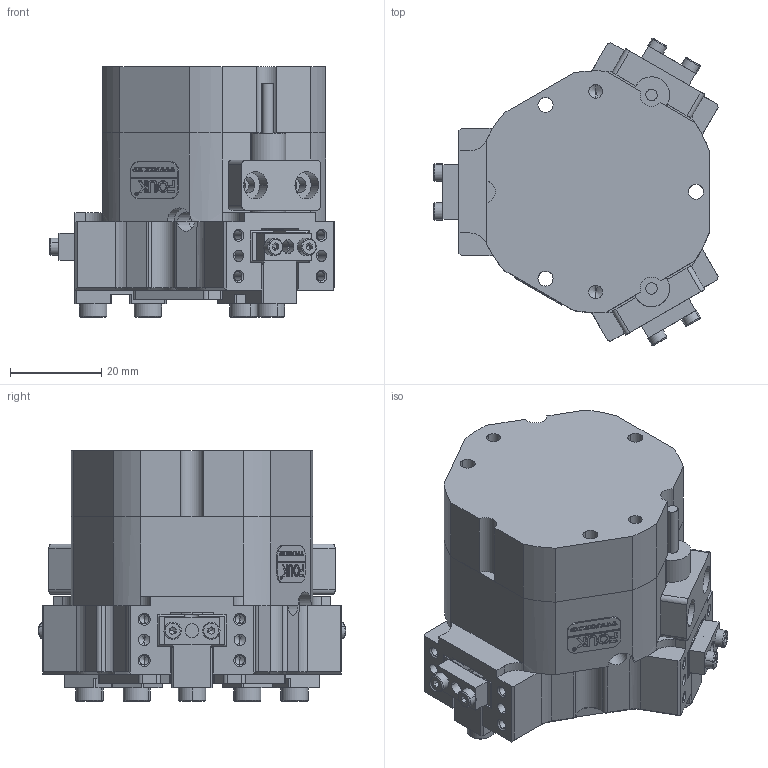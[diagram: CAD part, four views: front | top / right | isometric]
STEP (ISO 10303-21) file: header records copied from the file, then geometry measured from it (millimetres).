
FILE_DESCRIPTION (( 'STEP AP203' ), '1' );
FILE_NAME ('TZ33-60-NC.STEP', '2024-12-19T07:45:19', ( 'USER-' ), ( 'Microsoft' ), 'SwSTEP 2.0', 'SolidWorks 2018', '' );
FILE_SCHEMA (( 'CONFIG_CONTROL_DESIGN' ));
Length unit declared in the file: millimetre
Products named in the file (12): 埴翐芛_GB_FASTENER_SCREWS_HSHCS M2X8-N; TZ33-60.sldasm-Part-8; TZ33-60.sldasm-Part-20; TZ33B-T-01 ァ蛈褲釱; TZ33-60-NC; TZ33BS-1-03 菁窒晊扥裔-1; 羲壽揤极13; 揤輸蚾饜极; 8-18換覜ん; 6x4-5种杶; 揤輸杅耀.sldasm-Part-9; 12x8-R2
Assembly tree (23 placements, depth 3):
  TZ33-60-NC
    TZ33B-T-01 ァ蛈褲釱
    TZ33-60.sldasm-Part-20  x3
    TZ33-60.sldasm-Part-8
    6x4-5种杶  x6
    TZ33BS-1-03 菁窒晊扥裔-1
    羲壽揤极13  x2
    8-18換覜ん  x2
    揤輸蚾饜极  x3
      揤輸杅耀.sldasm-Part-9
      埴翐芛_GB_FASTENER_SCREWS_HSHCS M2X8-N
    12x8-R2
Bounding box: 62.37 x 67.45 x 55 mm (x, y, z)
Volume: 106198.9 mm3; surface area: 38723.4 mm2
Topology: 26 solids, 38 shells, 1467 faces, 3731 edges, 2340 vertices
Faces by surface type: plane 683, cylinder 392, cone 225, bspline 155, torus 12
Entity records: 39309 total; most frequent: CARTESIAN_POINT 12042, ORIENTED_EDGE 5476, DIRECTION 5009, EDGE_CURVE 2738, VERTEX_POINT 1779, VECTOR 1725, LINE 1725, AXIS2_PLACEMENT_3D 1642
